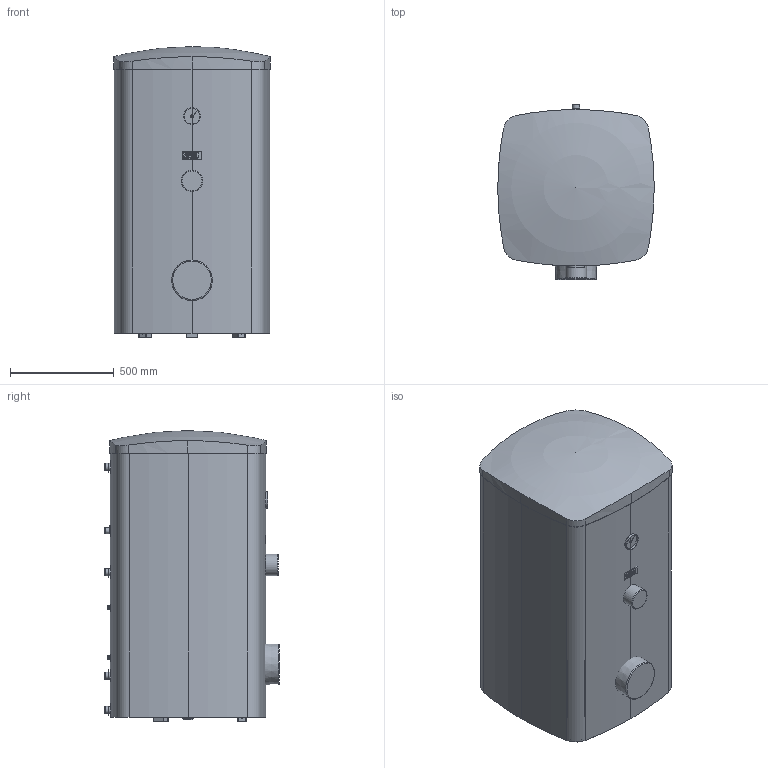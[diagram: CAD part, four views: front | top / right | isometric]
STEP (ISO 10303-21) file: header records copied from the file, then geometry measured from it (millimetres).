
FILE_DESCRIPTION(/* description */ (''),/* implementation_level */ '2;1');
FILE_NAME(/* name */ '3d_AF300_1M_Awhite-7355300.stp',/* time_stamp */ '2017-09-06T13:53:02+02:00',/* author */ ('Andrzej'),/* organization */ (''),/* preprocessor_version */ 'ST-DEVELOPER v16.13',/* originating_system */ 'AutoCAD Mechanical',/* authorisation */ '');
FILE_SCHEMA (('AUTOMOTIVE_DESIGN { 1 0 10303 214 3 1 1 }'));
Length unit declared in the file: millimetre
Products named in the file (1): Product
Bounding box: 755 x 844.5 x 1404 mm (x, y, z)
Surface area: 15553040.6 mm2
Topology: 38 solids, 38 shells, 669 faces, 1680 edges, 1259 vertices
Faces by surface type: plane 369, cylinder 275, torus 12, bspline 6, cone 6, sphere 1
Full cylindrical faces by diameter (mm): 1.5 x1, 4 x2, 8 x6, 9 x1, 10 x11, 11.5 x8, 14.1 x1, 16 x1, 19 x2, 20 x8, 26 x1, 26.9 x4, 28.3 x1, 30 x2, 33.7 x16, 35 x4, 40 x1, 42.4 x2, 45 x2, 49 x1, 51 x1, 55 x1, 57 x1, 60 x1, 70 x4, 77 x1, 80 x1, 90 x2, 103 x1, 125 x1
Entity records: 21247 total; most frequent: CARTESIAN_POINT 5168, DIRECTION 3485, ORIENTED_EDGE 2872, EDGE_CURVE 1436, AXIS2_PLACEMENT_3D 1318, VERTEX_POINT 1021, EDGE_LOOP 899, LINE 849
